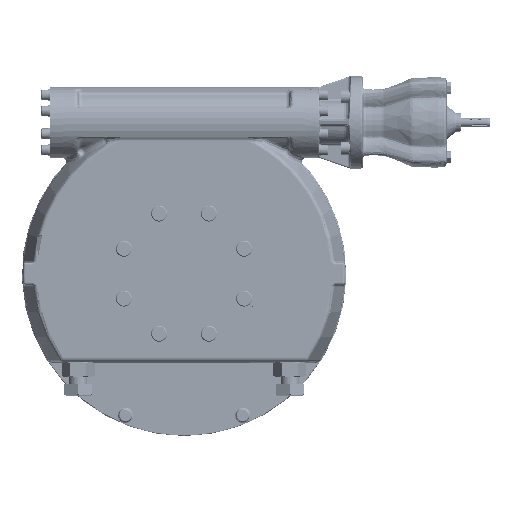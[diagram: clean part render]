
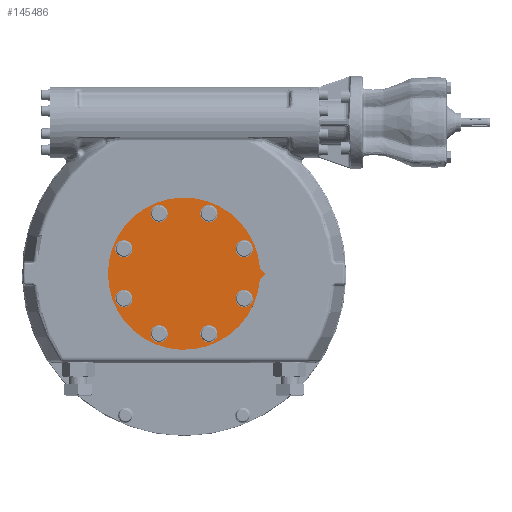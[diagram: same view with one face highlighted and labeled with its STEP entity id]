
A CAD part, top view. The second image highlights one B-rep face of the part: STEP entity #145486.
In plain terms, the highlighted planar face has unit normal (0, 0, 1).
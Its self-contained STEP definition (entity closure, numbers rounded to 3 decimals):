
#16596=LINE('',#329407,#25685);
#16600=LINE('',#329416,#25689);
#25685=VECTOR('',#225524,1000.);
#25689=VECTOR('',#225530,1000.);
#71274=ORIENTED_EDGE('',*,*,#92747,.F.);
#71275=ORIENTED_EDGE('',*,*,#92749,.F.);
#71276=ORIENTED_EDGE('',*,*,#92751,.F.);
#71277=ORIENTED_EDGE('',*,*,#92753,.F.);
#71278=ORIENTED_EDGE('',*,*,#92755,.F.);
#71279=ORIENTED_EDGE('',*,*,#92757,.F.);
#71280=ORIENTED_EDGE('',*,*,#92759,.F.);
#71281=ORIENTED_EDGE('',*,*,#92770,.F.);
#71282=ORIENTED_EDGE('',*,*,#92760,.T.);
#71283=ORIENTED_EDGE('',*,*,#92764,.T.);
#71284=ORIENTED_EDGE('',*,*,#92767,.T.);
#92747=EDGE_CURVE('',#106824,#106824,#112369,.T.);
#92749=EDGE_CURVE('',#106826,#106826,#112371,.T.);
#92751=EDGE_CURVE('',#106828,#106828,#112373,.T.);
#92753=EDGE_CURVE('',#106830,#106830,#112375,.T.);
#92755=EDGE_CURVE('',#106832,#106832,#112377,.T.);
#92757=EDGE_CURVE('',#106834,#106834,#112379,.T.);
#92759=EDGE_CURVE('',#106836,#106836,#112381,.T.);
#92760=EDGE_CURVE('',#106837,#106838,#16596,.T.);
#92764=EDGE_CURVE('',#106838,#106841,#16600,.T.);
#92767=EDGE_CURVE('',#106841,#106837,#112382,.T.);
#92770=EDGE_CURVE('',#106844,#106844,#112385,.T.);
#106824=VERTEX_POINT('',#329375);
#106826=VERTEX_POINT('',#329380);
#106828=VERTEX_POINT('',#329385);
#106830=VERTEX_POINT('',#329390);
#106832=VERTEX_POINT('',#329395);
#106834=VERTEX_POINT('',#329400);
#106836=VERTEX_POINT('',#329405);
#106837=VERTEX_POINT('',#329408);
#106838=VERTEX_POINT('',#329409);
#106841=VERTEX_POINT('',#329417);
#106844=VERTEX_POINT('',#329429);
#112369=CIRCLE('',#190332,12.5);
#112371=CIRCLE('',#190335,12.5);
#112373=CIRCLE('',#190338,12.5);
#112375=CIRCLE('',#190341,12.5);
#112377=CIRCLE('',#190344,12.5);
#112379=CIRCLE('',#190347,12.5);
#112381=CIRCLE('',#190350,12.5);
#112382=CIRCLE('',#190354,172.5);
#112385=CIRCLE('',#190359,12.5);
#122289=EDGE_LOOP('',(#71274));
#122290=EDGE_LOOP('',(#71275));
#122291=EDGE_LOOP('',(#71276));
#122292=EDGE_LOOP('',(#71277));
#122293=EDGE_LOOP('',(#71278));
#122294=EDGE_LOOP('',(#71279));
#122295=EDGE_LOOP('',(#71280));
#122296=EDGE_LOOP('',(#71281));
#122297=EDGE_LOOP('',(#71282,#71283,#71284));
#132358=FACE_BOUND('',#122289,.T.);
#132359=FACE_BOUND('',#122290,.T.);
#132360=FACE_BOUND('',#122291,.T.);
#132361=FACE_BOUND('',#122292,.T.);
#132362=FACE_BOUND('',#122293,.T.);
#132363=FACE_BOUND('',#122294,.T.);
#132364=FACE_BOUND('',#122295,.T.);
#132365=FACE_BOUND('',#122296,.T.);
#132366=FACE_BOUND('',#122297,.T.);
#136932=PLANE('',#190358);
#145486=ADVANCED_FACE('',(#132358,#132359,#132360,#132361,#132362,#132363,
#132364,#132365,#132366),#136932,.T.);
#190332=AXIS2_PLACEMENT_3D('',#329374,#225484,#225485);
#190335=AXIS2_PLACEMENT_3D('',#329379,#225490,#225491);
#190338=AXIS2_PLACEMENT_3D('',#329384,#225496,#225497);
#190341=AXIS2_PLACEMENT_3D('',#329389,#225502,#225503);
#190344=AXIS2_PLACEMENT_3D('',#329394,#225508,#225509);
#190347=AXIS2_PLACEMENT_3D('',#329399,#225514,#225515);
#190350=AXIS2_PLACEMENT_3D('',#329404,#225520,#225521);
#190354=AXIS2_PLACEMENT_3D('',#329422,#225535,#225536);
#190358=AXIS2_PLACEMENT_3D('',#329427,#225543,#225544);
#190359=AXIS2_PLACEMENT_3D('',#329428,#225545,#225546);
#225484=DIRECTION('',(0.,0.,1.));
#225485=DIRECTION('',(0.707,-0.707,0.));
#225490=DIRECTION('',(0.,0.,1.));
#225491=DIRECTION('',(0.,-1.,0.));
#225496=DIRECTION('',(0.,0.,1.));
#225497=DIRECTION('',(-0.707,-0.707,0.));
#225502=DIRECTION('',(0.,0.,1.));
#225503=DIRECTION('',(-1.,0.,0.));
#225508=DIRECTION('',(0.,0.,1.));
#225509=DIRECTION('',(-0.707,0.707,0.));
#225514=DIRECTION('',(0.,0.,1.));
#225515=DIRECTION('',(0.,1.,0.));
#225520=DIRECTION('',(0.,0.,1.));
#225521=DIRECTION('',(0.707,0.707,0.));
#225524=DIRECTION('',(0.707,0.707,0.));
#225530=DIRECTION('',(-0.707,0.707,0.));
#225535=DIRECTION('',(0.,0.,1.));
#225536=DIRECTION('',(1.,0.,0.));
#225543=DIRECTION('',(0.,0.,1.));
#225544=DIRECTION('',(1.,0.,0.));
#225545=DIRECTION('',(0.,0.,1.));
#225546=DIRECTION('',(1.,0.,0.));
#329374=CARTESIAN_POINT('',(56.446,-136.272,78.25));
#329375=CARTESIAN_POINT('',(65.285,-145.111,78.25));
#329379=CARTESIAN_POINT('',(-56.446,-136.272,78.25));
#329380=CARTESIAN_POINT('',(-56.446,-148.772,78.25));
#329384=CARTESIAN_POINT('',(-136.272,-56.446,78.25));
#329385=CARTESIAN_POINT('',(-145.111,-65.285,78.25));
#329389=CARTESIAN_POINT('',(-136.272,56.446,78.25));
#329390=CARTESIAN_POINT('',(-148.772,56.446,78.25));
#329394=CARTESIAN_POINT('',(-56.446,136.272,78.25));
#329395=CARTESIAN_POINT('',(-65.285,145.111,78.25));
#329399=CARTESIAN_POINT('',(56.446,136.272,78.25));
#329400=CARTESIAN_POINT('',(56.446,148.772,78.25));
#329404=CARTESIAN_POINT('',(136.272,56.446,78.25));
#329405=CARTESIAN_POINT('',(145.111,65.285,78.25));
#329407=CARTESIAN_POINT('',(185.,0.,78.25));
#329408=CARTESIAN_POINT('',(172.01,-12.99,78.25));
#329409=CARTESIAN_POINT('',(185.,0.,78.25));
#329416=CARTESIAN_POINT('',(185.,0.,78.25));
#329417=CARTESIAN_POINT('',(172.01,12.99,78.25));
#329422=CARTESIAN_POINT('',(0.,0.,
78.25));
#329427=CARTESIAN_POINT('',(0.,0.,
78.25));
#329428=CARTESIAN_POINT('',(136.272,-56.446,78.25));
#329429=CARTESIAN_POINT('',(148.772,-56.446,78.25));
